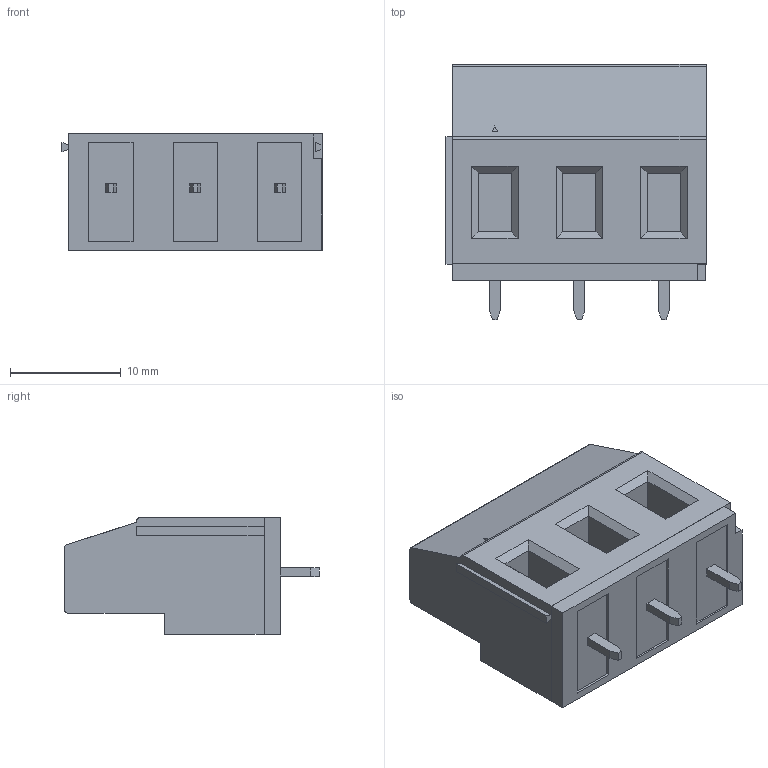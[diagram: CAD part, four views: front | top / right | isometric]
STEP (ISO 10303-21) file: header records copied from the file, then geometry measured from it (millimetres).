
FILE_DESCRIPTION (( 'STEP AP214' ), '1' );
FILE_NAME ('DG129-7.62-03P-14-00AH.STEP', '2021-01-12T19:59:09', ( '' ), ( '' ), 'SwSTEP 2.0', 'SolidWorks 2020', '' );
FILE_SCHEMA (( 'AUTOMOTIVE_DESIGN' ));
Length unit declared in the file: millimetre
Products named in the file (1): DG129-7.62-03P-14-00AH
Bounding box: 23.46 x 23 x 10.5 mm (x, y, z)
Volume: 3632.6 mm3; surface area: 2332.9 mm2
Topology: 1 solids, 1 shells, 481 faces, 1259 edges, 827 vertices
Faces by surface type: plane 260, bspline 173, cylinder 29, torus 15, cone 4
Entity records: 27083 total; most frequent: CARTESIAN_POINT 12489, ORIENTED_EDGE 2518, DIRECTION 1635, EDGE_CURVE 1259, VERTEX_POINT 827, LINE 797, VECTOR 797, EDGE_LOOP 528
